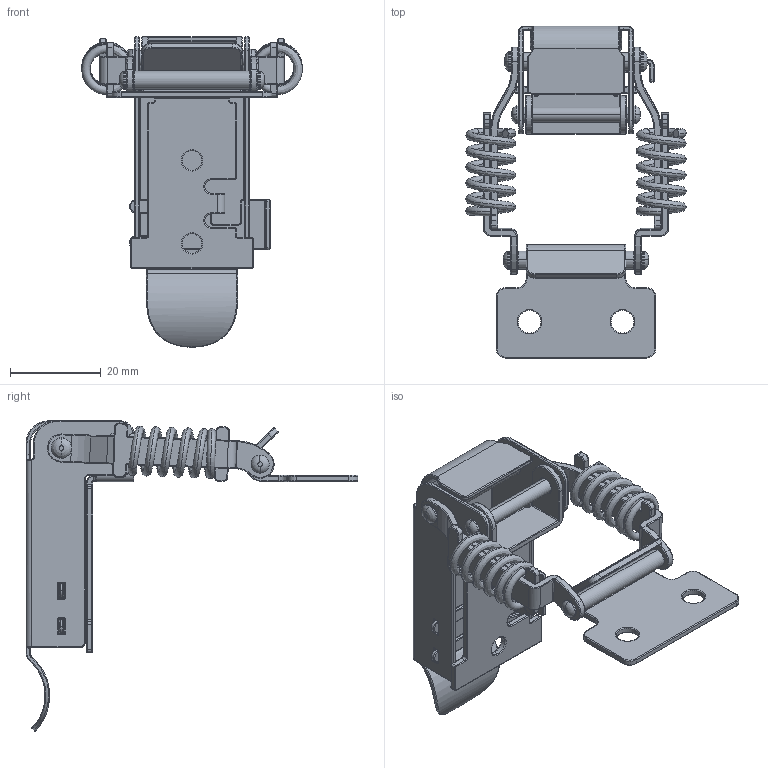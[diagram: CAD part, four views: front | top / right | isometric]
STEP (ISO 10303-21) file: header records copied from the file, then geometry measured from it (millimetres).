
FILE_DESCRIPTION (( 'STEP AP214' ), '1' );
FILE_NAME ('TSL-A211B-2.STEP', '2023-11-24T06:30:07', ( '' ), ( '' ), 'SwSTEP 2.0', 'SolidWorks 2016', '' );
FILE_SCHEMA (( 'AUTOMOTIVE_DESIGN' ));
Length unit declared in the file: millimetre
Products named in the file (12): ｷﾀ?ｿﾛ; 奻釱; 翋闚; 熵粻瞎(3); 熵粻瞎(1); ?ｻﾉ; 菁啣; 脣誏(2); 脣誏(1); 熵粻瞎(2); 熵粻瞎(4); TSL-A211B-2
Assembly tree (13 placements, depth 2):
  TSL-A211B-2
    菁啣
    翋闚
    ｷﾀ?ｿﾛ
    熵粻瞎(1)  x2
    熵粻瞎(3)
    熵粻瞎(2)
    熵粻瞎(4)
    脣誏(1)
    脣誏(2)
    ?ｻﾉ  x2
    奻釱
Bounding box: 48.6 x 73.18 x 68.42 mm (x, y, z)
Volume: 9888.7 mm3; surface area: 17927.5 mm2
Topology: 13 solids, 13 shells, 1131 faces, 2595 edges, 1478 vertices
Faces by surface type: cylinder 483, torus 423, plane 178, bspline 40, sphere 7
Entity records: 32695 total; most frequent: CARTESIAN_POINT 7918, DIRECTION 5837, ORIENTED_EDGE 4764, AXIS2_PLACEMENT_3D 2504, EDGE_CURVE 2382, CIRCLE 1477, VERTEX_POINT 1361, EDGE_LOOP 1087
